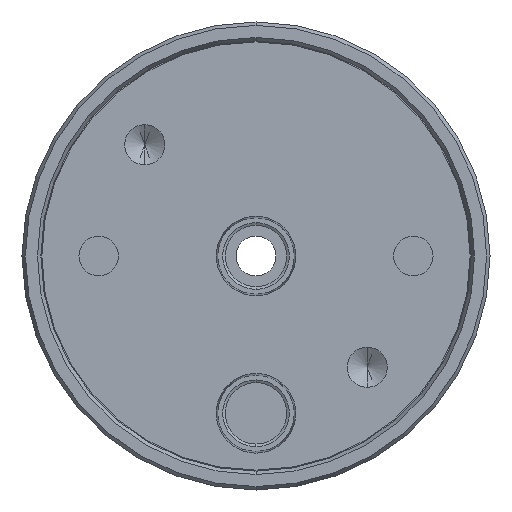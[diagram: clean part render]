
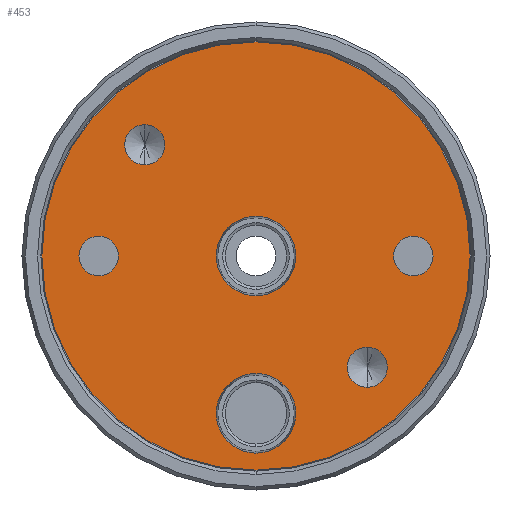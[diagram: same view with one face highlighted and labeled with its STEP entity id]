
A CAD part, front view. The second image highlights one B-rep face of the part: STEP entity #453.
In plain terms, the highlighted planar face has unit normal (0, -1, 0).
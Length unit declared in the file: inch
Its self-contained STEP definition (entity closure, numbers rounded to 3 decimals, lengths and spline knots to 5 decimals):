
#6 = ORIENTED_EDGE ( 'NONE', *, *, #988, .F. ) ;
#8 = CARTESIAN_POINT ( 'NONE',  ( 0., 0., 0. ) ) ;
#39 = CARTESIAN_POINT ( 'NONE',  ( 0.8, 0., 0. ) ) ;
#64 = VERTEX_POINT ( 'NONE', #71 ) ;
#67 = EDGE_CURVE ( 'NONE', #480, #148, #147, .T. ) ;
#71 = CARTESIAN_POINT ( 'NONE',  ( 0.8, 0., -0.1005 ) ) ;
#86 = ORIENTED_EDGE ( 'NONE', *, *, #1066, .F. ) ;
#88 = CIRCLE ( 'NONE', #1784, 0.10157 ) ;
#121 = CARTESIAN_POINT ( 'NONE',  ( 0., 0., -0.2025 ) ) ;
#127 = VERTEX_POINT ( 'NONE', #618 ) ;
#147 = CIRCLE ( 'NONE', #2301, 1.089 ) ;
#148 = VERTEX_POINT ( 'NONE', #1287 ) ;
#149 = CARTESIAN_POINT ( 'NONE',  ( -0.8, 0., 0. ) ) ;
#152 = AXIS2_PLACEMENT_3D ( 'NONE', #8, #938, #230 ) ;
#195 = EDGE_CURVE ( 'NONE', #1555, #2291, #591, .T. ) ;
#219 = DIRECTION ( 'NONE',  ( 0., -1., 0. ) ) ;
#224 = AXIS2_PLACEMENT_3D ( 'NONE', #149, #2878, #623 ) ;
#225 = VERTEX_POINT ( 'NONE', #2773 ) ;
#230 = DIRECTION ( 'NONE',  ( 0., 0., -1. ) ) ;
#231 = CARTESIAN_POINT ( 'NONE',  ( -0.56569, 0., 0.56569 ) ) ;
#253 = CIRCLE ( 'NONE', #1958, 0.1005 ) ;
#254 = CIRCLE ( 'NONE', #1374, 0.2025 ) ;
#302 = VERTEX_POINT ( 'NONE', #2159 ) ;
#346 = FACE_BOUND ( 'NONE', #1009, .T. ) ;
#367 = CARTESIAN_POINT ( 'NONE',  ( 0., 0., 0.2025 ) ) ;
#387 = AXIS2_PLACEMENT_3D ( 'NONE', #680, #1630, #1160 ) ;
#400 = ORIENTED_EDGE ( 'NONE', *, *, #687, .T. ) ;
#404 = EDGE_LOOP ( 'NONE', ( #1047, #86 ) ) ;
#441 = DIRECTION ( 'NONE',  ( 0., -1., 0. ) ) ;
#444 = DIRECTION ( 'NONE',  ( 0., 0., 1. ) ) ;
#453 = ADVANCED_FACE ( 'NONE', ( #847, #1749, #644, #2502, #346, #1766, #613 ), #2467, .F. ) ;
#472 = DIRECTION ( 'NONE',  ( 0., -1., 0. ) ) ;
#475 = AXIS2_PLACEMENT_3D ( 'NONE', #1683, #529, #1452 ) ;
#480 = VERTEX_POINT ( 'NONE', #1625 ) ;
#490 = CIRCLE ( 'NONE', #1447, 1.089 ) ;
#500 = AXIS2_PLACEMENT_3D ( 'NONE', #2282, #219, #1545 ) ;
#522 = AXIS2_PLACEMENT_3D ( 'NONE', #1104, #539, #2510 ) ;
#529 = DIRECTION ( 'NONE',  ( 0., -1., 0. ) ) ;
#531 = CARTESIAN_POINT ( 'NONE',  ( 0., 0., -0.8 ) ) ;
#539 = DIRECTION ( 'NONE',  ( 0., -1., 0. ) ) ;
#577 = DIRECTION ( 'NONE',  ( 0., 0., 1. ) ) ;
#583 = VERTEX_POINT ( 'NONE', #2734 ) ;
#591 = CIRCLE ( 'NONE', #387, 0.1005 ) ;
#604 = EDGE_LOOP ( 'NONE', ( #2529, #1811 ) ) ;
#613 = FACE_OUTER_BOUND ( 'NONE', #2459, .T. ) ;
#618 = CARTESIAN_POINT ( 'NONE',  ( 0.56569, 0., -0.46412 ) ) ;
#623 = DIRECTION ( 'NONE',  ( 0., 0., 1. ) ) ;
#644 = FACE_BOUND ( 'NONE', #604, .T. ) ;
#670 = CARTESIAN_POINT ( 'NONE',  ( 0., 0., 0. ) ) ;
#680 = CARTESIAN_POINT ( 'NONE',  ( -0.8, 0., 0. ) ) ;
#687 = EDGE_CURVE ( 'NONE', #148, #480, #490, .T. ) ;
#708 = CARTESIAN_POINT ( 'NONE',  ( -0.56569, 0., 0.66725 ) ) ;
#769 = DIRECTION ( 'NONE',  ( 0., 0., 1. ) ) ;
#847 = FACE_BOUND ( 'NONE', #2651, .T. ) ;
#938 = DIRECTION ( 'NONE',  ( 0., 1., 0. ) ) ;
#963 = VERTEX_POINT ( 'NONE', #2311 ) ;
#988 = EDGE_CURVE ( 'NONE', #127, #583, #2875, .T. ) ;
#1009 = EDGE_LOOP ( 'NONE', ( #2970, #1519 ) ) ;
#1038 = EDGE_CURVE ( 'NONE', #1238, #2928, #2064, .T. ) ;
#1042 = DIRECTION ( 'NONE',  ( 0., -1., 0. ) ) ;
#1047 = ORIENTED_EDGE ( 'NONE', *, *, #2881, .F. ) ;
#1066 = EDGE_CURVE ( 'NONE', #64, #963, #253, .T. ) ;
#1078 = AXIS2_PLACEMENT_3D ( 'NONE', #531, #1454, #769 ) ;
#1104 = CARTESIAN_POINT ( 'NONE',  ( 0., 0., 0. ) ) ;
#1143 = DIRECTION ( 'NONE',  ( 0., -1., 0. ) ) ;
#1158 = EDGE_CURVE ( 'NONE', #1164, #302, #254, .T. ) ;
#1160 = DIRECTION ( 'NONE',  ( 0., 0., 1. ) ) ;
#1164 = VERTEX_POINT ( 'NONE', #1313 ) ;
#1238 = VERTEX_POINT ( 'NONE', #367 ) ;
#1287 = CARTESIAN_POINT ( 'NONE',  ( 0., 0., 1.089 ) ) ;
#1313 = CARTESIAN_POINT ( 'NONE',  ( 0., 0., -1.0025 ) ) ;
#1369 = CARTESIAN_POINT ( 'NONE',  ( 0., 0., -0.8 ) ) ;
#1374 = AXIS2_PLACEMENT_3D ( 'NONE', #1369, #441, #1796 ) ;
#1447 = AXIS2_PLACEMENT_3D ( 'NONE', #670, #1042, #1588 ) ;
#1452 = DIRECTION ( 'NONE',  ( 0., 0., 1. ) ) ;
#1454 = DIRECTION ( 'NONE',  ( 0., -1., 0. ) ) ;
#1462 = EDGE_LOOP ( 'NONE', ( #2608, #2628 ) ) ;
#1483 = CARTESIAN_POINT ( 'NONE',  ( 0.8, 0., 0. ) ) ;
#1519 = ORIENTED_EDGE ( 'NONE', *, *, #2358, .F. ) ;
#1520 = CIRCLE ( 'NONE', #224, 0.1005 ) ;
#1532 = CIRCLE ( 'NONE', #2526, 0.1005 ) ;
#1545 = DIRECTION ( 'NONE',  ( 0., 0., 1. ) ) ;
#1555 = VERTEX_POINT ( 'NONE', #1938 ) ;
#1556 = CARTESIAN_POINT ( 'NONE',  ( 0.56569, 0., -0.56569 ) ) ;
#1588 = DIRECTION ( 'NONE',  ( 0., 0., 1. ) ) ;
#1625 = CARTESIAN_POINT ( 'NONE',  ( 0., 0., -1.089 ) ) ;
#1630 = DIRECTION ( 'NONE',  ( 0., -1., 0. ) ) ;
#1636 = CARTESIAN_POINT ( 'NONE',  ( -0.8, 0., 0.1005 ) ) ;
#1683 = CARTESIAN_POINT ( 'NONE',  ( -0.56569, 0., 0.56569 ) ) ;
#1749 = FACE_BOUND ( 'NONE', #1462, .T. ) ;
#1750 = EDGE_CURVE ( 'NONE', #302, #1164, #1808, .T. ) ;
#1766 = FACE_BOUND ( 'NONE', #2269, .T. ) ;
#1784 = AXIS2_PLACEMENT_3D ( 'NONE', #231, #472, #444 ) ;
#1796 = DIRECTION ( 'NONE',  ( 0., 0., 1. ) ) ;
#1808 = CIRCLE ( 'NONE', #1078, 0.2025 ) ;
#1811 = ORIENTED_EDGE ( 'NONE', *, *, #195, .F. ) ;
#1888 = DIRECTION ( 'NONE',  ( 0., -1., 0. ) ) ;
#1889 = CIRCLE ( 'NONE', #2089, 0.10156 ) ;
#1900 = ORIENTED_EDGE ( 'NONE', *, *, #67, .T. ) ;
#1938 = CARTESIAN_POINT ( 'NONE',  ( -0.8, 0., -0.1005 ) ) ;
#1957 = DIRECTION ( 'NONE',  ( 0., -1., 0. ) ) ;
#1958 = AXIS2_PLACEMENT_3D ( 'NONE', #1483, #2205, #577 ) ;
#1986 = ORIENTED_EDGE ( 'NONE', *, *, #2170, .F. ) ;
#2062 = DIRECTION ( 'NONE',  ( 0., 0., 1. ) ) ;
#2064 = CIRCLE ( 'NONE', #2977, 0.2025 ) ;
#2089 = AXIS2_PLACEMENT_3D ( 'NONE', #1556, #1143, #2062 ) ;
#2098 = EDGE_CURVE ( 'NONE', #2291, #1555, #1520, .T. ) ;
#2133 = CIRCLE ( 'NONE', #475, 0.10157 ) ;
#2156 = DIRECTION ( 'NONE',  ( 0., 0., 1. ) ) ;
#2159 = CARTESIAN_POINT ( 'NONE',  ( 0., 0., -0.5975 ) ) ;
#2170 = EDGE_CURVE ( 'NONE', #583, #127, #1889, .T. ) ;
#2180 = DIRECTION ( 'NONE',  ( 0., 0., 1. ) ) ;
#2190 = CARTESIAN_POINT ( 'NONE',  ( 0., 0., 0. ) ) ;
#2205 = DIRECTION ( 'NONE',  ( 0., -1., 0. ) ) ;
#2269 = EDGE_LOOP ( 'NONE', ( #2747, #2420 ) ) ;
#2282 = CARTESIAN_POINT ( 'NONE',  ( 0.56569, 0., -0.56569 ) ) ;
#2291 = VERTEX_POINT ( 'NONE', #1636 ) ;
#2301 = AXIS2_PLACEMENT_3D ( 'NONE', #2369, #1957, #2180 ) ;
#2311 = CARTESIAN_POINT ( 'NONE',  ( 0.8, 0., 0.1005 ) ) ;
#2358 = EDGE_CURVE ( 'NONE', #2928, #1238, #2763, .T. ) ;
#2369 = CARTESIAN_POINT ( 'NONE',  ( 0., 0., 0. ) ) ;
#2420 = ORIENTED_EDGE ( 'NONE', *, *, #1158, .F. ) ;
#2423 = DIRECTION ( 'NONE',  ( 0., 0., 1. ) ) ;
#2459 = EDGE_LOOP ( 'NONE', ( #400, #1900 ) ) ;
#2467 = PLANE ( 'NONE',  #152 ) ;
#2502 = FACE_BOUND ( 'NONE', #404, .T. ) ;
#2510 = DIRECTION ( 'NONE',  ( 0., 0., 1. ) ) ;
#2526 = AXIS2_PLACEMENT_3D ( 'NONE', #39, #1888, #2156 ) ;
#2529 = ORIENTED_EDGE ( 'NONE', *, *, #2098, .F. ) ;
#2608 = ORIENTED_EDGE ( 'NONE', *, *, #2895, .F. ) ;
#2628 = ORIENTED_EDGE ( 'NONE', *, *, #2732, .F. ) ;
#2651 = EDGE_LOOP ( 'NONE', ( #6, #1986 ) ) ;
#2729 = VERTEX_POINT ( 'NONE', #708 ) ;
#2732 = EDGE_CURVE ( 'NONE', #225, #2729, #88, .T. ) ;
#2734 = CARTESIAN_POINT ( 'NONE',  ( 0.56569, 0., -0.66725 ) ) ;
#2747 = ORIENTED_EDGE ( 'NONE', *, *, #1750, .F. ) ;
#2763 = CIRCLE ( 'NONE', #522, 0.2025 ) ;
#2773 = CARTESIAN_POINT ( 'NONE',  ( -0.56569, 0., 0.46412 ) ) ;
#2854 = DIRECTION ( 'NONE',  ( 0., -1., 0. ) ) ;
#2875 = CIRCLE ( 'NONE', #500, 0.10156 ) ;
#2878 = DIRECTION ( 'NONE',  ( 0., -1., 0. ) ) ;
#2881 = EDGE_CURVE ( 'NONE', #963, #64, #1532, .T. ) ;
#2895 = EDGE_CURVE ( 'NONE', #2729, #225, #2133, .T. ) ;
#2928 = VERTEX_POINT ( 'NONE', #121 ) ;
#2970 = ORIENTED_EDGE ( 'NONE', *, *, #1038, .F. ) ;
#2977 = AXIS2_PLACEMENT_3D ( 'NONE', #2190, #2854, #2423 ) ;
